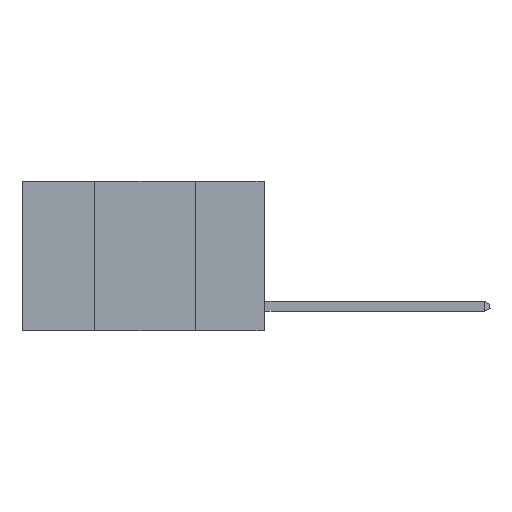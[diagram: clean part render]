
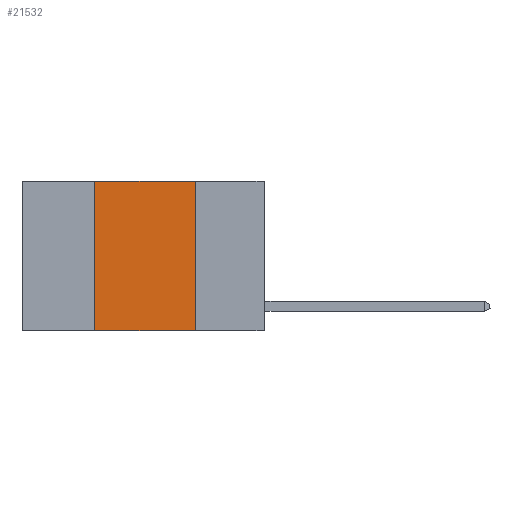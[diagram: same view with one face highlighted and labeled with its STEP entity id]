
A CAD part, left-side view. The second image highlights one B-rep face of the part: STEP entity #21532.
In plain terms, the highlighted planar face has unit normal (-1, 0, 0).
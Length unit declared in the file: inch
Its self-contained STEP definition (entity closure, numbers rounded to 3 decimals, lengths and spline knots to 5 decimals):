
#318 = LINE ( 'NONE', #20375, #13749 ) ;
#335 = VERTEX_POINT ( 'NONE', #19015 ) ;
#1141 = CARTESIAN_POINT ( 'NONE',  ( 0., 0.17, 0. ) ) ;
#1566 = LINE ( 'NONE', #18312, #17500 ) ;
#3212 = DIRECTION ( 'NONE',  ( 0., -1., 0. ) ) ;
#3670 = DIRECTION ( 'NONE',  ( 0., 0., -1. ) ) ;
#4294 = EDGE_CURVE ( 'NONE', #8953, #18979, #21203, .T. ) ;
#4396 = ORIENTED_EDGE ( 'NONE', *, *, #12908, .F. ) ;
#4877 = VECTOR ( 'NONE', #6084, 39.37008 ) ;
#5180 = CARTESIAN_POINT ( 'NONE',  ( 0., 0.42, -0.37 ) ) ;
#6084 = DIRECTION ( 'NONE',  ( 0., 0., -1. ) ) ;
#6456 = ORIENTED_EDGE ( 'NONE', *, *, #4294, .F. ) ;
#8944 = FACE_OUTER_BOUND ( 'NONE', #11759, .T. ) ;
#8953 = VERTEX_POINT ( 'NONE', #9554 ) ;
#9554 = CARTESIAN_POINT ( 'NONE',  ( 0., 0.17, 0. ) ) ;
#11115 = VERTEX_POINT ( 'NONE', #5180 ) ;
#11759 = EDGE_LOOP ( 'NONE', ( #6456, #21122, #4396, #20995 ) ) ;
#11796 = CARTESIAN_POINT ( 'NONE',  ( 0., 0.17, -0.37 ) ) ;
#12061 = PLANE ( 'NONE',  #19050 ) ;
#12156 = CARTESIAN_POINT ( 'NONE',  ( 0., 0.6, 0. ) ) ;
#12362 = EDGE_CURVE ( 'NONE', #11115, #18979, #1566, .T. ) ;
#12908 = EDGE_CURVE ( 'NONE', #11115, #335, #16845, .T. ) ;
#13308 = DIRECTION ( 'NONE',  ( 0., 0., 1. ) ) ;
#13749 = VECTOR ( 'NONE', #15291, 39.37008 ) ;
#13912 = DIRECTION ( 'NONE',  ( 1., 0., 0. ) ) ;
#14707 = VECTOR ( 'NONE', #13308, 39.37008 ) ;
#15291 = DIRECTION ( 'NONE',  ( 0., -1., 0. ) ) ;
#16845 = LINE ( 'NONE', #17055, #14707 ) ;
#17055 = CARTESIAN_POINT ( 'NONE',  ( 0., 0.42, 0. ) ) ;
#17500 = VECTOR ( 'NONE', #3212, 39.37008 ) ;
#18312 = CARTESIAN_POINT ( 'NONE',  ( 0., 0.6, -0.37 ) ) ;
#18979 = VERTEX_POINT ( 'NONE', #11796 ) ;
#19015 = CARTESIAN_POINT ( 'NONE',  ( 0., 0.42, 0. ) ) ;
#19050 = AXIS2_PLACEMENT_3D ( 'NONE', #12156, #13912, #3670 ) ;
#20375 = CARTESIAN_POINT ( 'NONE',  ( 0., 0.6, 0. ) ) ;
#20587 = EDGE_CURVE ( 'NONE', #335, #8953, #318, .T. ) ;
#20995 = ORIENTED_EDGE ( 'NONE', *, *, #12362, .T. ) ;
#21122 = ORIENTED_EDGE ( 'NONE', *, *, #20587, .F. ) ;
#21203 = LINE ( 'NONE', #1141, #4877 ) ;
#21532 = ADVANCED_FACE ( 'NONE', ( #8944 ), #12061, .F. ) ;
